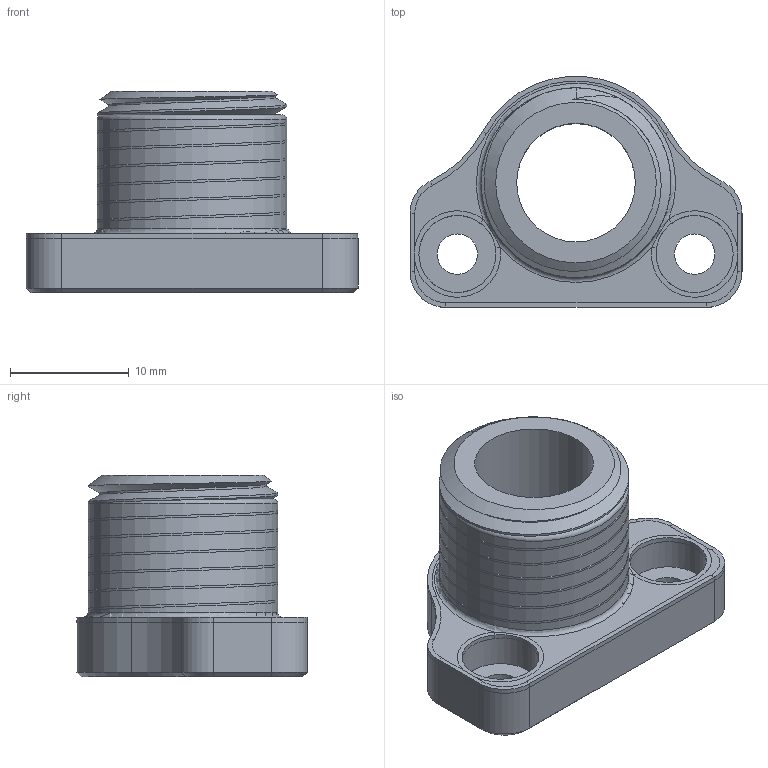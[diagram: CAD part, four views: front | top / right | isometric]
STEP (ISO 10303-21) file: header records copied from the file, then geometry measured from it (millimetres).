
FILE_DESCRIPTION(/* description */ (''),/* implementation_level */ '2;1');
FILE_NAME(/* name */ 'umbilical_pigtail_strain_relief v1 v1.step',/* time_stamp */ '2021-07-04T11:30:31-05:00',/* author */ (''),/* organization */ (''),/* preprocessor_version */ 'ST-DEVELOPER v18.1',/* originating_system */ 'Autodesk Translation Framework v10.9.0.1377',/* authorisation */ '');
FILE_SCHEMA (('AUTOMOTIVE_DESIGN { 1 0 10303 214 3 1 1 }'));
Length unit declared in the file: millimetre
Products named in the file (4): Untitled_pigtail_strain_relief v1; pigtail_strain_relief_inner_threads; Component5; pigtail_strain_relief_outer_threads
Assembly tree (3 placements, depth 3):
  Untitled_pigtail_strain_relief v1
    pigtail_strain_relief_inner_threads
      Component5
    pigtail_strain_relief_outer_threads
Bounding box: 28 x 19.47 x 17 mm (x, y, z)
Volume: 5064.9 mm3; surface area: 5172.3 mm2
Topology: 2 solids, 2 shells, 128 faces, 326 edges, 205 vertices
Faces by surface type: cylinder 67, plane 23, cone 21, torus 11, bspline 6
Full cylindrical faces by diameter (mm): 3.4 x4, 6.5 x4, 10 x1, 10.526 x9, 12.203 x9, 14.051 x7, 16 x8
Entity records: 8810 total; most frequent: CARTESIAN_POINT 5685, ORIENTED_EDGE 652, DIRECTION 606, EDGE_CURVE 326, AXIS2_PLACEMENT_3D 245, VERTEX_POINT 205, EDGE_LOOP 143, FACE_OUTER_BOUND 128
